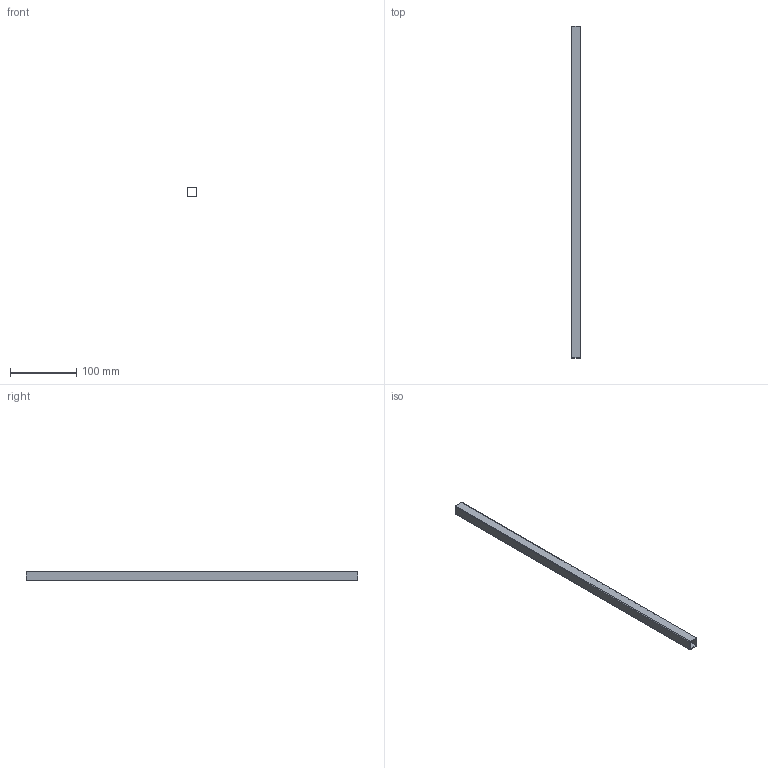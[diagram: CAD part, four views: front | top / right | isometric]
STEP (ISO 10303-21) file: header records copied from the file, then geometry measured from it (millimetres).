
FILE_DESCRIPTION(/* description */ ('CAx-IF Rec.Pracs.---Representation and Presentation of Product Manufacturing Information (PMI)---4.0---2014-10-13','CAx-IF Rec.Pracs.---3D Tessellated Geometry---0.4---2014-09-14','2;1'),/* implementation_level */ '2;1');
FILE_NAME(/* name */ 'M_Roller_Square_Profile',/* time_stamp */ '2024-04-10T09:55:51+02:00',/* author */ ('Philippe COLBACH'),/* organization */ ('ETH Zurich'),/* preprocessor_version */ 'ST-DEVELOPER v18.1',/* originating_system */ 'SIEMENS PLM Software NX 1988',/* authorisation */ $);
FILE_SCHEMA (('AP242_MANAGED_MODEL_BASED_3D_ENGINEERING_MIM_LF { 1 0 10303 442 3 1 4 }'));
Length unit declared in the file: millimetre
Products named in the file (1): M_Roller_Square_Profile
Bounding box: 15 x 500 x 15 mm (x, y, z)
Volume: 31533.1 mm3; surface area: 54238.5 mm2
Topology: 1 solids, 1 shells, 18 faces, 48 edges, 32 vertices
Faces by surface type: plane 10, cylinder 8
Entity records: 726 total; most frequent: DIRECTION 134, CARTESIAN_POINT 123, ORIENTED_EDGE 96, AXIS2_PLACEMENT_3D 51, EDGE_CURVE 48, VERTEX_POINT 32, LINE 32, VECTOR 32
